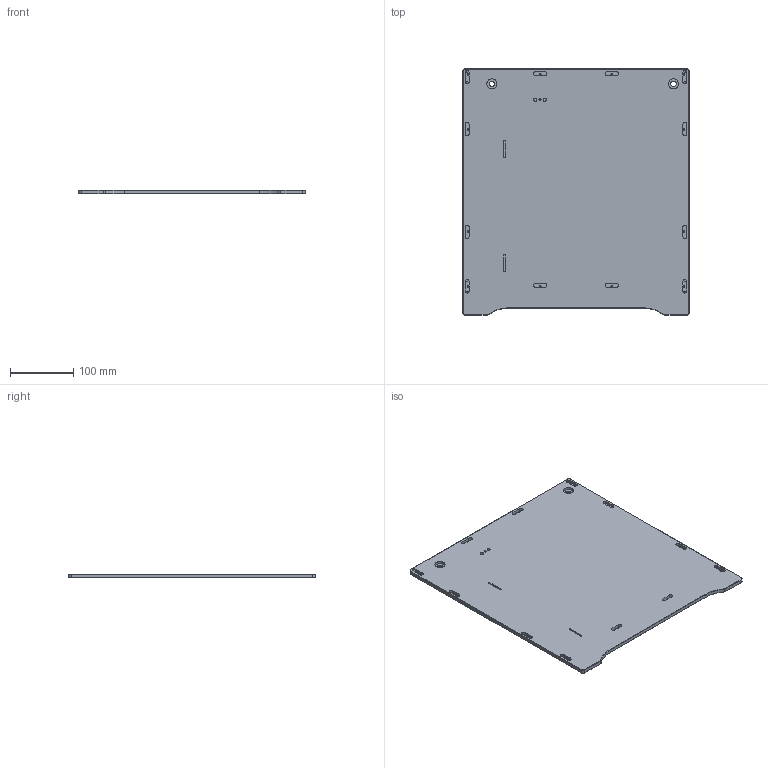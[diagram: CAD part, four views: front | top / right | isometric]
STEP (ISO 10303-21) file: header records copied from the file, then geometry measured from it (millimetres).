
FILE_DESCRIPTION (( 'STEP AP203' ), '1' );
FILE_NAME ('1943-N_0.step', '2017-06-15T07:23:27', ( '' ), ( '' ), 'SwSTEP 2.0', 'SolidWorks 2016', '' );
FILE_SCHEMA (( 'CONFIG_CONTROL_DESIGN' ));
Length unit declared in the file: millimetre
Products named in the file (1): 1943-N_0
Bounding box: 357 x 388.5 x 6 mm (x, y, z)
Volume: 805521.2 mm3; surface area: 283454.6 mm2
Topology: 1 solids, 1 shells, 228 faces, 616 edges, 396 vertices
Faces by surface type: cylinder 112, plane 100, cone 16
Entity records: 7349 total; most frequent: DIRECTION 1338, CARTESIAN_POINT 1241, ORIENTED_EDGE 1232, EDGE_CURVE 616, AXIS2_PLACEMENT_3D 493, VERTEX_POINT 396, VECTOR 352, LINE 352
